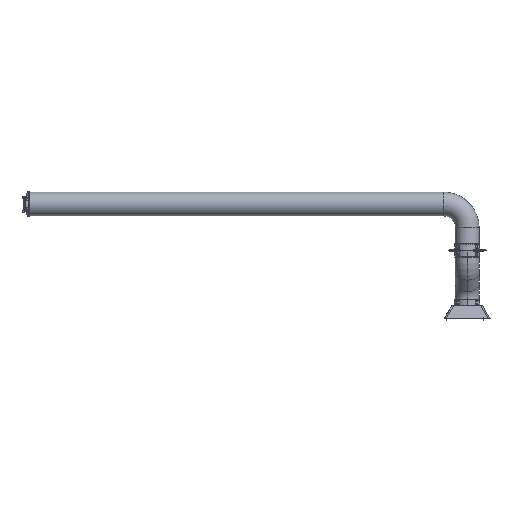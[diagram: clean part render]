
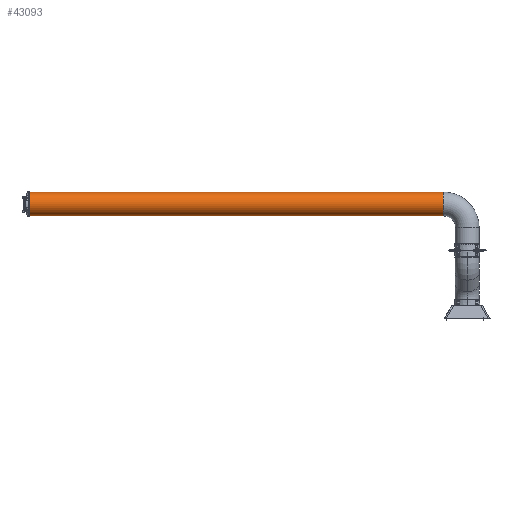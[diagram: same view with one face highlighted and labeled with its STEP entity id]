
A CAD part, left-side view. The second image highlights one B-rep face of the part: STEP entity #43093.
In plain terms, the highlighted cylindrical face has radius 75.572 mm (diameter 151.144 mm), a partial arc.
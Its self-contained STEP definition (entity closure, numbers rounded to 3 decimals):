
#3061 = CARTESIAN_POINT ( 'NONE',  ( 367.572, 0., 150. ) ) ;
#4808 = VERTEX_POINT ( 'NONE', #62474 ) ;
#7574 = DIRECTION ( 'NONE',  ( 1., 0., 0. ) ) ;
#11734 = AXIS2_PLACEMENT_3D ( 'NONE', #57779, #83966, #24985 ) ;
#18650 = LINE ( 'NONE', #42777, #36944 ) ;
#19780 = CIRCLE ( 'NONE', #77128, 75.572 ) ;
#19840 = ORIENTED_EDGE ( 'NONE', *, *, #33184, .F. ) ;
#20658 = VECTOR ( 'NONE', #36278, 1000. ) ;
#24652 = CARTESIAN_POINT ( 'NONE',  ( 292., 0., 2773. ) ) ;
#24985 = DIRECTION ( 'NONE',  ( 1., 0., 0. ) ) ;
#25249 = DIRECTION ( 'NONE',  ( 0., 0., 1. ) ) ;
#27138 = LINE ( 'NONE', #27883, #20658 ) ;
#27883 = CARTESIAN_POINT ( 'NONE',  ( 367.572, 0., 150. ) ) ;
#28370 = VERTEX_POINT ( 'NONE', #82382 ) ;
#29928 = FACE_OUTER_BOUND ( 'NONE', #75657, .T. ) ;
#33184 = EDGE_CURVE ( 'NONE', #4808, #80700, #85757, .T. ) ;
#36278 = DIRECTION ( 'NONE',  ( 0., 0., 1. ) ) ;
#36944 = VECTOR ( 'NONE', #41400, 1000. ) ;
#41400 = DIRECTION ( 'NONE',  ( 0., 0., 1. ) ) ;
#41497 = EDGE_CURVE ( 'NONE', #28370, #4808, #18650, .T. ) ;
#41946 = EDGE_CURVE ( 'NONE', #28370, #56852, #19780, .T. ) ;
#42703 = CARTESIAN_POINT ( 'NONE',  ( 292., 0., 150. ) ) ;
#42777 = CARTESIAN_POINT ( 'NONE',  ( 216.428, 0., 150. ) ) ;
#42973 = CYLINDRICAL_SURFACE ( 'NONE', #11734, 75.572 ) ;
#43093 = ADVANCED_FACE ( 'NONE', ( #29928 ), #42973, .T. ) ;
#56852 = VERTEX_POINT ( 'NONE', #3061 ) ;
#57779 = CARTESIAN_POINT ( 'NONE',  ( 292., 0., 150. ) ) ;
#57828 = AXIS2_PLACEMENT_3D ( 'NONE', #24652, #91359, #7574 ) ;
#60288 = ORIENTED_EDGE ( 'NONE', *, *, #41946, .T. ) ;
#62474 = CARTESIAN_POINT ( 'NONE',  ( 216.428, 0., 2773. ) ) ;
#73082 = ORIENTED_EDGE ( 'NONE', *, *, #41497, .F. ) ;
#75657 = EDGE_LOOP ( 'NONE', ( #73082, #60288, #104834, #19840 ) ) ;
#77128 = AXIS2_PLACEMENT_3D ( 'NONE', #42703, #25249, #92986 ) ;
#80700 = VERTEX_POINT ( 'NONE', #86620 ) ;
#82382 = CARTESIAN_POINT ( 'NONE',  ( 216.428, 0., 150. ) ) ;
#83966 = DIRECTION ( 'NONE',  ( 0., 0., 1. ) ) ;
#85757 = CIRCLE ( 'NONE', #57828, 75.572 ) ;
#86620 = CARTESIAN_POINT ( 'NONE',  ( 367.572, 0., 2773. ) ) ;
#91359 = DIRECTION ( 'NONE',  ( 0., 0., 1. ) ) ;
#92986 = DIRECTION ( 'NONE',  ( 1., 0., 0. ) ) ;
#104834 = ORIENTED_EDGE ( 'NONE', *, *, #107909, .T. ) ;
#107909 = EDGE_CURVE ( 'NONE', #56852, #80700, #27138, .T. ) ;
